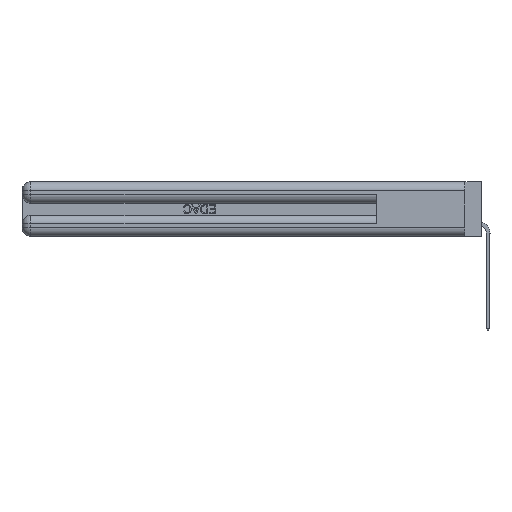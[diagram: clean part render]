
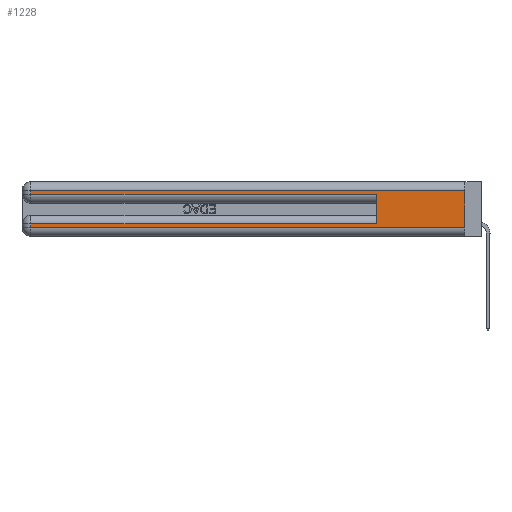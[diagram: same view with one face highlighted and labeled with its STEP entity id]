
A CAD part, left-side view. The second image highlights one B-rep face of the part: STEP entity #1228.
In plain terms, the highlighted planar face has unit normal (-1, 0, 0).
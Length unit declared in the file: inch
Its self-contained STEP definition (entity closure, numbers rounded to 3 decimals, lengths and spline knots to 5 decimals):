
#787 = EDGE_CURVE ( 'NONE', #10918, #2388, #22115, .T. ) ;
#1228 = ADVANCED_FACE ( 'NONE', ( #30621 ), #4691, .F. ) ;
#2388 = VERTEX_POINT ( 'NONE', #3930 ) ;
#2423 = CARTESIAN_POINT ( 'NONE',  ( 0., 2.94, 0.31 ) ) ;
#3380 = CARTESIAN_POINT ( 'NONE',  ( 0., 0., 0.06 ) ) ;
#3811 = ORIENTED_EDGE ( 'NONE', *, *, #32598, .T. ) ;
#3930 = CARTESIAN_POINT ( 'NONE',  ( 0., 2.94, 0.06 ) ) ;
#4556 = LINE ( 'NONE', #8327, #18881 ) ;
#4691 = PLANE ( 'NONE',  #27214 ) ;
#4896 = DIRECTION ( 'NONE',  ( 0., 0., 1. ) ) ;
#4987 = LINE ( 'NONE', #11172, #34527 ) ;
#5028 = VECTOR ( 'NONE', #7999, 39.37008 ) ;
#5368 = DIRECTION ( 'NONE',  ( 0., 1., 0. ) ) ;
#5499 = EDGE_CURVE ( 'NONE', #7247, #31001, #10789, .T. ) ;
#6025 = VERTEX_POINT ( 'NONE', #34734 ) ;
#7247 = VERTEX_POINT ( 'NONE', #22236 ) ;
#7999 = DIRECTION ( 'NONE',  ( 0., 0., -1. ) ) ;
#8327 = CARTESIAN_POINT ( 'NONE',  ( 0., 0., 0.085 ) ) ;
#9883 = DIRECTION ( 'NONE',  ( 1., 0., 0. ) ) ;
#10701 = CARTESIAN_POINT ( 'NONE',  ( 0., 0., 0.06 ) ) ;
#10789 = LINE ( 'NONE', #29449, #5028 ) ;
#10918 = VERTEX_POINT ( 'NONE', #23212 ) ;
#11172 = CARTESIAN_POINT ( 'NONE',  ( 0., 0.6, 0.145 ) ) ;
#11443 = ORIENTED_EDGE ( 'NONE', *, *, #5499, .F. ) ;
#13234 = DIRECTION ( 'NONE',  ( 0., -1., 0. ) ) ;
#14678 = VERTEX_POINT ( 'NONE', #34451 ) ;
#14953 = LINE ( 'NONE', #37183, #19255 ) ;
#16200 = DIRECTION ( 'NONE',  ( 0., -1., 0. ) ) ;
#16324 = EDGE_CURVE ( 'NONE', #7247, #16620, #17564, .T. ) ;
#16605 = DIRECTION ( 'NONE',  ( 0., 0., -1. ) ) ;
#16620 = VERTEX_POINT ( 'NONE', #2423 ) ;
#17025 = VECTOR ( 'NONE', #36828, 39.37008 ) ;
#17071 = VECTOR ( 'NONE', #37905, 39.37008 ) ;
#17564 = LINE ( 'NONE', #22609, #17071 ) ;
#17663 = ORIENTED_EDGE ( 'NONE', *, *, #35457, .T. ) ;
#18881 = VECTOR ( 'NONE', #5368, 39.37008 ) ;
#18963 = ORIENTED_EDGE ( 'NONE', *, *, #28502, .F. ) ;
#19023 = CARTESIAN_POINT ( 'NONE',  ( 0., 2.94, 0.37 ) ) ;
#19255 = VECTOR ( 'NONE', #16200, 39.37008 ) ;
#19534 = CARTESIAN_POINT ( 'NONE',  ( 0., 2.94, 0.37 ) ) ;
#20548 = VERTEX_POINT ( 'NONE', #25896 ) ;
#21863 = VECTOR ( 'NONE', #13234, 39.37008 ) ;
#22115 = LINE ( 'NONE', #19534, #27813 ) ;
#22236 = CARTESIAN_POINT ( 'NONE',  ( 0., 0., 0.31 ) ) ;
#22609 = CARTESIAN_POINT ( 'NONE',  ( 0., 0., 0.31 ) ) ;
#23212 = CARTESIAN_POINT ( 'NONE',  ( 0., 2.94, 0.085 ) ) ;
#25512 = ORIENTED_EDGE ( 'NONE', *, *, #16324, .T. ) ;
#25896 = CARTESIAN_POINT ( 'NONE',  ( 0., 0.6, 0.285 ) ) ;
#26015 = CARTESIAN_POINT ( 'NONE',  ( 0., 0., 0.37 ) ) ;
#27010 = LINE ( 'NONE', #19023, #17025 ) ;
#27214 = AXIS2_PLACEMENT_3D ( 'NONE', #26015, #9883, #35180 ) ;
#27663 = ORIENTED_EDGE ( 'NONE', *, *, #787, .T. ) ;
#27813 = VECTOR ( 'NONE', #16605, 39.37008 ) ;
#28502 = EDGE_CURVE ( 'NONE', #6025, #20548, #4987, .T. ) ;
#29419 = EDGE_CURVE ( 'NONE', #14678, #20548, #14953, .T. ) ;
#29449 = CARTESIAN_POINT ( 'NONE',  ( 0., 0., 0.37 ) ) ;
#30455 = ORIENTED_EDGE ( 'NONE', *, *, #29419, .T. ) ;
#30621 = FACE_OUTER_BOUND ( 'NONE', #36941, .T. ) ;
#31001 = VERTEX_POINT ( 'NONE', #10701 ) ;
#31456 = ORIENTED_EDGE ( 'NONE', *, *, #35124, .T. ) ;
#32598 = EDGE_CURVE ( 'NONE', #2388, #31001, #39505, .T. ) ;
#34451 = CARTESIAN_POINT ( 'NONE',  ( 0., 2.94, 0.285 ) ) ;
#34527 = VECTOR ( 'NONE', #4896, 39.37008 ) ;
#34734 = CARTESIAN_POINT ( 'NONE',  ( 0., 0.6, 0.085 ) ) ;
#35124 = EDGE_CURVE ( 'NONE', #16620, #14678, #27010, .T. ) ;
#35180 = DIRECTION ( 'NONE',  ( 0., 0., -1. ) ) ;
#35457 = EDGE_CURVE ( 'NONE', #6025, #10918, #4556, .T. ) ;
#36828 = DIRECTION ( 'NONE',  ( 0., 0., -1. ) ) ;
#36941 = EDGE_LOOP ( 'NONE', ( #11443, #25512, #31456, #30455, #18963, #17663, #27663, #3811 ) ) ;
#37183 = CARTESIAN_POINT ( 'NONE',  ( 0., 0., 0.285 ) ) ;
#37905 = DIRECTION ( 'NONE',  ( 0., 1., 0. ) ) ;
#39505 = LINE ( 'NONE', #3380, #21863 ) ;
